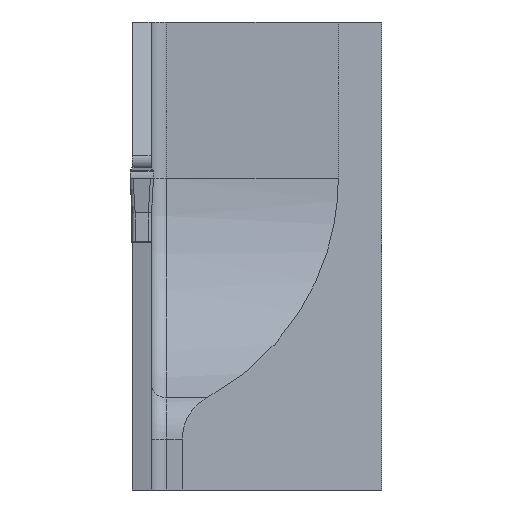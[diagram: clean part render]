
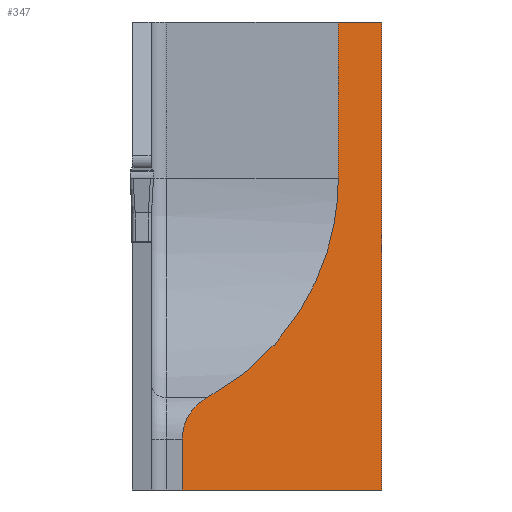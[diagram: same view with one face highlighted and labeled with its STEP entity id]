
A CAD part, left-side view. The second image highlights one B-rep face of the part: STEP entity #347.
In plain terms, the highlighted planar face has unit normal (-0.707, -0.707, 0).
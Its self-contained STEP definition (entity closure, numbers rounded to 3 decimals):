
#287=ELLIPSE('',#1552,4.243,3.);
#290=ELLIPSE('',#1575,22.627,16.);
#347=ADVANCED_FACE('',(#465),#412,.F.);
#412=PLANE('',#1585);
#465=FACE_OUTER_BOUND('',#536,.T.);
#536=EDGE_LOOP('',(#753,#754,#755,#756,#757,#758,#759));
#753=ORIENTED_EDGE('',*,*,#1174,.F.);
#754=ORIENTED_EDGE('',*,*,#1139,.F.);
#755=ORIENTED_EDGE('',*,*,#1136,.F.);
#756=ORIENTED_EDGE('',*,*,#1119,.F.);
#757=ORIENTED_EDGE('',*,*,#1125,.F.);
#758=ORIENTED_EDGE('',*,*,#1113,.F.);
#759=ORIENTED_EDGE('',*,*,#1171,.F.);
#993=VERTEX_POINT('',#2081);
#994=VERTEX_POINT('',#2083);
#997=VERTEX_POINT('',#2092);
#998=VERTEX_POINT('',#2094);
#1008=VERTEX_POINT('',#2122);
#1010=VERTEX_POINT('',#2128);
#1025=VERTEX_POINT('',#2196);
#1113=EDGE_CURVE('',#993,#994,#1293,.T.);
#1119=EDGE_CURVE('',#997,#998,#1299,.T.);
#1125=EDGE_CURVE('',#994,#997,#1303,.T.);
#1136=EDGE_CURVE('',#998,#1008,#1314,.T.);
#1139=EDGE_CURVE('',#1008,#1010,#287,.T.);
#1171=EDGE_CURVE('',#1025,#993,#1345,.T.);
#1174=EDGE_CURVE('',#1010,#1025,#290,.T.);
#1293=LINE('',#2082,#1426);
#1299=LINE('',#2093,#1432);
#1303=LINE('',#2104,#1436);
#1314=LINE('',#2125,#1447);
#1345=LINE('',#2195,#1478);
#1426=VECTOR('',#1694,1.);
#1432=VECTOR('',#1702,1.);
#1436=VECTOR('',#1712,1.);
#1447=VECTOR('',#1727,1.);
#1478=VECTOR('',#1806,1.);
#1552=AXIS2_PLACEMENT_3D('',#2131,#1733,#1734);
#1575=AXIS2_PLACEMENT_3D('',#2201,#1811,#1812);
#1585=AXIS2_PLACEMENT_3D('',#2211,#1831,#1832);
#1694=DIRECTION('',(0.707,-0.707,0.));
#1702=DIRECTION('',(-0.707,0.707,0.));
#1712=DIRECTION('',(0.,0.,-1.));
#1727=DIRECTION('',(0.,0.,1.));
#1733=DIRECTION('',(0.707,0.707,0.));
#1734=DIRECTION('',(-0.707,0.707,0.));
#1806=DIRECTION('',(0.,0.,1.));
#1811=DIRECTION('',(-0.707,-0.707,0.));
#1812=DIRECTION('',(-0.707,0.707,0.));
#1831=DIRECTION('',(0.707,0.707,0.));
#1832=DIRECTION('',(0.707,-0.707,0.));
#2081=CARTESIAN_POINT('',(16.,-13.2,10.));
#2082=CARTESIAN_POINT('',(6.,-3.2,10.));
#2083=CARTESIAN_POINT('',(18.8,-16.,10.));
#2092=CARTESIAN_POINT('',(18.8,-16.,-20.));
#2093=CARTESIAN_POINT('',(6.,-3.2,-20.));
#2094=CARTESIAN_POINT('',(6.,-3.2,-20.));
#2104=CARTESIAN_POINT('',(18.8,-16.,-30.));
#2122=CARTESIAN_POINT('',(6.,-3.2,-16.733));
#2125=CARTESIAN_POINT('',(6.,-3.2,-30.));
#2128=CARTESIAN_POINT('',(7.579,-4.779,-14.091));
#2131=CARTESIAN_POINT('',(9.,-6.2,-16.733));
#2195=CARTESIAN_POINT('',(16.,-13.2,-30.));
#2196=CARTESIAN_POINT('',(16.,-13.2,0.));
#2201=CARTESIAN_POINT('',(0.,2.8,0.));
#2211=CARTESIAN_POINT('',(6.,-3.2,-30.));
